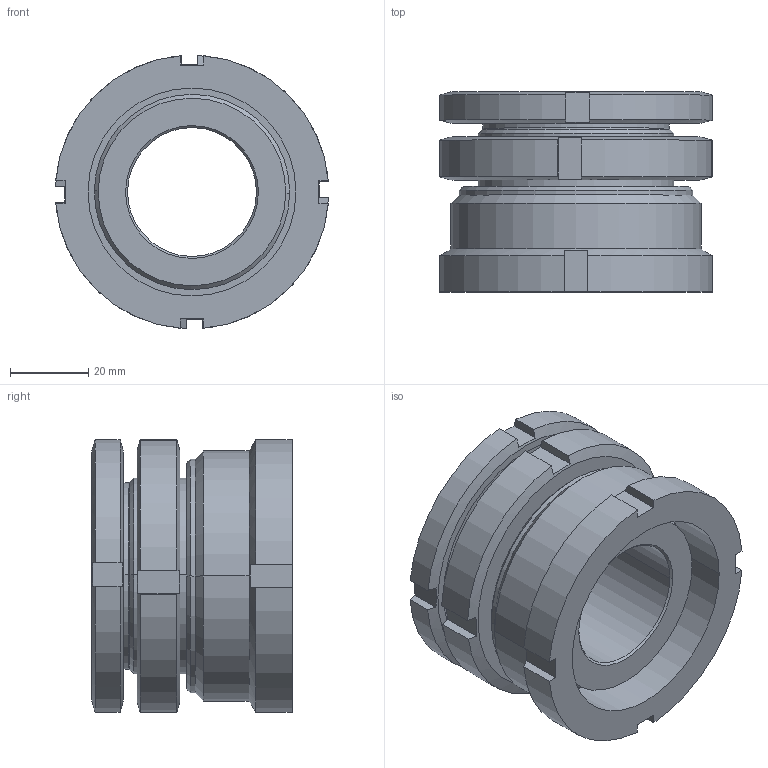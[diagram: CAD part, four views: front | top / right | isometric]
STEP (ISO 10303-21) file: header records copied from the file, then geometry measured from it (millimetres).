
FILE_DESCRIPTION (( 'STEP AP214' ), '1' );
FILE_NAME ('NAEK 50-33 0-0.STEP', '2015-08-18T14:02:48', ( '' ), ( '' ), 'SwSTEP 2.0', 'SolidWorks 2015', '' );
FILE_SCHEMA (( 'AUTOMOTIVE_DESIGN' ));
Length unit declared in the file: millimetre
Products named in the file (4): NAE 50 2-0 A1; NAEK 50-33 0-0; NAEK 50-33 1-0 A1; KM 50-0 A1
Assembly tree (3 placements, depth 2):
  NAEK 50-33 0-0
    NAE 50 2-0 A1
    KM 50-0 A1
    NAEK 50-33 1-0 A1
Bounding box: 69.95 x 51.21 x 69.95 mm (x, y, z)
Volume: 116777.8 mm3; surface area: 39328.9 mm2
Topology: 3 solids, 3 shells, 113 faces, 278 edges, 174 vertices
Faces by surface type: plane 45, cylinder 32, cone 30, torus 6
Entity records: 3744 total; most frequent: CARTESIAN_POINT 905, ORIENTED_EDGE 556, DIRECTION 544, EDGE_CURVE 278, AXIS2_PLACEMENT_3D 217, VERTEX_POINT 174, EDGE_LOOP 122, FACE_OUTER_BOUND 113
